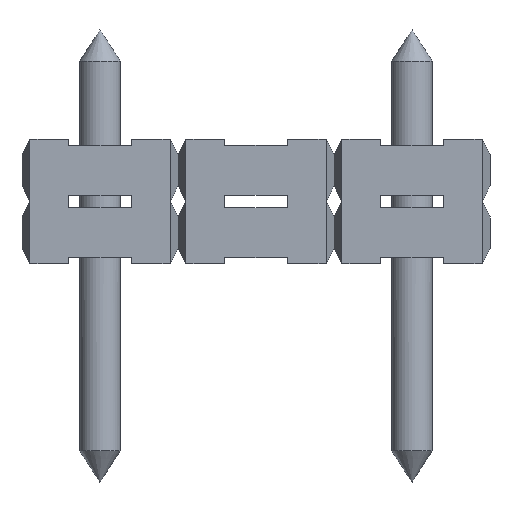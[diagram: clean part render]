
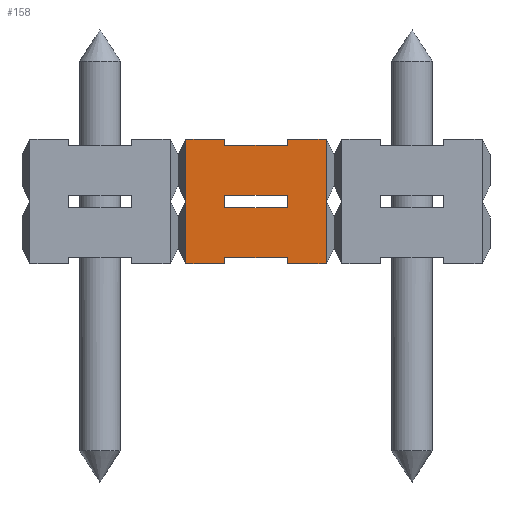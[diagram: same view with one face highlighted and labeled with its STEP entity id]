
A CAD part, front view. The second image highlights one B-rep face of the part: STEP entity #158.
In plain terms, the highlighted planar face has unit normal (0, -1, 0).
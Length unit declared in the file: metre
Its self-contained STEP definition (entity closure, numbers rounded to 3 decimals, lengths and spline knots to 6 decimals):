
#158=ADVANCED_FACE('',(#416,#417),#418,.T.);
#416=FACE_OUTER_BOUND('',#789,.T.);
#417=FACE_BOUND('',#790,.T.);
#418=PLANE('',#791);
#789=EDGE_LOOP('',(#1212,#1213,#1214,#1215,#1216,#1217,#1218,#1219,#1220,#1221,#1222,#1223,#1224,#1225));
#790=EDGE_LOOP('',(#1226,#1227,#1228,#1229));
#791=AXIS2_PLACEMENT_3D('',#1230,#1231,#1232);
#1212=ORIENTED_EDGE('',*,*,#2138,.F.);
#1213=ORIENTED_EDGE('',*,*,#2139,.T.);
#1214=ORIENTED_EDGE('',*,*,#2094,.T.);
#1215=ORIENTED_EDGE('',*,*,#2090,.T.);
#1216=ORIENTED_EDGE('',*,*,#2099,.T.);
#1217=ORIENTED_EDGE('',*,*,#2136,.T.);
#1218=ORIENTED_EDGE('',*,*,#2140,.F.);
#1219=ORIENTED_EDGE('',*,*,#2141,.F.);
#1220=ORIENTED_EDGE('',*,*,#2142,.T.);
#1221=ORIENTED_EDGE('',*,*,#2143,.T.);
#1222=ORIENTED_EDGE('',*,*,#2144,.T.);
#1223=ORIENTED_EDGE('',*,*,#2145,.T.);
#1224=ORIENTED_EDGE('',*,*,#2146,.T.);
#1225=ORIENTED_EDGE('',*,*,#2147,.F.);
#1226=ORIENTED_EDGE('',*,*,#2148,.T.);
#1227=ORIENTED_EDGE('',*,*,#2149,.T.);
#1228=ORIENTED_EDGE('',*,*,#2150,.T.);
#1229=ORIENTED_EDGE('',*,*,#2151,.T.);
#1230=CARTESIAN_POINT('',(0.105,-0.03466,-0.038506));
#1231=DIRECTION('',(0.0,-1.0,0.));
#1232=DIRECTION('',(0.0,0.,-1.0));
#2090=EDGE_CURVE('',#2469,#2467,#2470,.T.);
#2094=EDGE_CURVE('',#2475,#2469,#2476,.T.);
#2099=EDGE_CURVE('',#2467,#2481,#2483,.T.);
#2136=EDGE_CURVE('',#2481,#2542,#2544,.T.);
#2138=EDGE_CURVE('',#2546,#2547,#2548,.T.);
#2139=EDGE_CURVE('',#2546,#2475,#2549,.T.);
#2140=EDGE_CURVE('',#2550,#2542,#2551,.T.);
#2141=EDGE_CURVE('',#2552,#2550,#2553,.T.);
#2142=EDGE_CURVE('',#2552,#2554,#2555,.T.);
#2143=EDGE_CURVE('',#2554,#2556,#2557,.T.);
#2144=EDGE_CURVE('',#2556,#2558,#2559,.T.);
#2145=EDGE_CURVE('',#2558,#2560,#2561,.T.);
#2146=EDGE_CURVE('',#2560,#2562,#2563,.T.);
#2147=EDGE_CURVE('',#2547,#2562,#2564,.T.);
#2148=EDGE_CURVE('',#2565,#2566,#2567,.T.);
#2149=EDGE_CURVE('',#2566,#2568,#2569,.T.);
#2150=EDGE_CURVE('',#2568,#2570,#2571,.T.);
#2151=EDGE_CURVE('',#2570,#2565,#2572,.T.);
#2467=VERTEX_POINT('',#2994);
#2469=VERTEX_POINT('',#2997);
#2470=LINE('',#2998,#2999);
#2475=VERTEX_POINT('',#3006);
#2476=LINE('',#3007,#3008);
#2481=VERTEX_POINT('',#3015);
#2483=LINE('',#3018,#3019);
#2542=VERTEX_POINT('',#3101);
#2544=LINE('',#3104,#3105);
#2546=VERTEX_POINT('',#3107);
#2547=VERTEX_POINT('',#3108);
#2548=LINE('',#3109,#3110);
#2549=LINE('',#3111,#3112);
#2550=VERTEX_POINT('',#3113);
#2551=LINE('',#3114,#3115);
#2552=VERTEX_POINT('',#3116);
#2553=LINE('',#3117,#3118);
#2554=VERTEX_POINT('',#3119);
#2555=LINE('',#3120,#3121);
#2556=VERTEX_POINT('',#3122);
#2557=LINE('',#3123,#3124);
#2558=VERTEX_POINT('',#3125);
#2559=LINE('',#3126,#3127);
#2560=VERTEX_POINT('',#3128);
#2561=LINE('',#3129,#3130);
#2562=VERTEX_POINT('',#3131);
#2563=LINE('',#3132,#3133);
#2564=LINE('',#3134,#3135);
#2565=VERTEX_POINT('',#3136);
#2566=VERTEX_POINT('',#3137);
#2567=LINE('',#3138,#3139);
#2568=VERTEX_POINT('',#3140);
#2569=LINE('',#3141,#3142);
#2570=VERTEX_POINT('',#3143);
#2571=LINE('',#3144,#3145);
#2572=LINE('',#3146,#3147);
#2994=CARTESIAN_POINT('',(0.09965,-0.03466,-0.0002));
#2997=CARTESIAN_POINT('',(0.10165,-0.03466,-0.0002));
#2998=CARTESIAN_POINT('',(0.09965,-0.03466,-0.0002));
#2999=VECTOR('',#3760,1.0);
#3006=CARTESIAN_POINT('',(0.10165,-0.03466,0.));
#3007=CARTESIAN_POINT('',(0.10165,-0.03466,-0.0002));
#3008=VECTOR('',#3763,1.0);
#3015=CARTESIAN_POINT('',(0.09965,-0.03466,0.));
#3018=CARTESIAN_POINT('',(0.09965,-0.03466,0.));
#3019=VECTOR('',#3767,1.0);
#3101=CARTESIAN_POINT('',(0.0984,-0.03466,0.));
#3104=CARTESIAN_POINT('',(0.0984,-0.03466,0.));
#3105=VECTOR('',#3801,1.0);
#3107=CARTESIAN_POINT('',(0.1029,-0.03466,0.));
#3108=CARTESIAN_POINT('',(0.1029,-0.03466,-0.002));
#3109=CARTESIAN_POINT('',(0.1029,-0.03466,-0.038506));
#3110=VECTOR('',#3802,1.0);
#3111=CARTESIAN_POINT('',(0.10165,-0.03466,0.));
#3112=VECTOR('',#3803,1.0);
#3113=CARTESIAN_POINT('',(0.0984,-0.03466,-0.002));
#3114=CARTESIAN_POINT('',(0.0984,-0.03466,-0.038506));
#3115=VECTOR('',#3804,1.0);
#3116=CARTESIAN_POINT('',(0.0984,-0.03466,-0.004));
#3117=CARTESIAN_POINT('',(0.0984,-0.03466,-0.040506));
#3118=VECTOR('',#3805,1.0);
#3119=CARTESIAN_POINT('',(0.09965,-0.03466,-0.004));
#3120=CARTESIAN_POINT('',(0.09965,-0.03466,-0.004));
#3121=VECTOR('',#3806,1.0);
#3122=CARTESIAN_POINT('',(0.09965,-0.03466,-0.0038));
#3123=CARTESIAN_POINT('',(0.09965,-0.03466,-0.0038));
#3124=VECTOR('',#3807,1.0);
#3125=CARTESIAN_POINT('',(0.10165,-0.03466,-0.0038));
#3126=CARTESIAN_POINT('',(0.10165,-0.03466,-0.0038));
#3127=VECTOR('',#3808,1.0);
#3128=CARTESIAN_POINT('',(0.10165,-0.03466,-0.004));
#3129=CARTESIAN_POINT('',(0.10165,-0.03466,-0.004));
#3130=VECTOR('',#3809,1.0);
#3131=CARTESIAN_POINT('',(0.1029,-0.03466,-0.004));
#3132=CARTESIAN_POINT('',(0.1029,-0.03466,-0.004));
#3133=VECTOR('',#3810,1.0);
#3134=CARTESIAN_POINT('',(0.1029,-0.03466,-0.040506));
#3135=VECTOR('',#3811,1.0);
#3136=CARTESIAN_POINT('',(0.10165,-0.03466,-0.0022));
#3137=CARTESIAN_POINT('',(0.09965,-0.03466,-0.0022));
#3138=CARTESIAN_POINT('',(0.09965,-0.03466,-0.0022));
#3139=VECTOR('',#3812,1.0);
#3140=CARTESIAN_POINT('',(0.09965,-0.03466,-0.0018));
#3141=CARTESIAN_POINT('',(0.09965,-0.03466,-0.0018));
#3142=VECTOR('',#3813,1.0);
#3143=CARTESIAN_POINT('',(0.10165,-0.03466,-0.0018));
#3144=CARTESIAN_POINT('',(0.10165,-0.03466,-0.0018));
#3145=VECTOR('',#3814,1.0);
#3146=CARTESIAN_POINT('',(0.10165,-0.03466,-0.002));
#3147=VECTOR('',#3815,1.0);
#3760=DIRECTION('',(-1.0,-0.0,0.0));
#3763=DIRECTION('',(0.0,0.,-1.0));
#3767=DIRECTION('',(0.0,0.,1.0));
#3801=DIRECTION('',(-1.0,-0.0,0.0));
#3802=DIRECTION('',(0.,0.,-1.0));
#3803=DIRECTION('',(-1.0,-0.0,0.0));
#3804=DIRECTION('',(0.,0.,1.0));
#3805=DIRECTION('',(0.,0.,1.0));
#3806=DIRECTION('',(1.0,0.0,0.0));
#3807=DIRECTION('',(0.0,0.,1.0));
#3808=DIRECTION('',(1.0,0.0,0.0));
#3809=DIRECTION('',(0.0,0.,-1.0));
#3810=DIRECTION('',(1.0,0.0,0.0));
#3811=DIRECTION('',(0.,0.,-1.0));
#3812=DIRECTION('',(-1.0,-0.0,0.0));
#3813=DIRECTION('',(0.0,0.,1.0));
#3814=DIRECTION('',(1.0,0.0,0.0));
#3815=DIRECTION('',(0.0,0.,-1.0));
